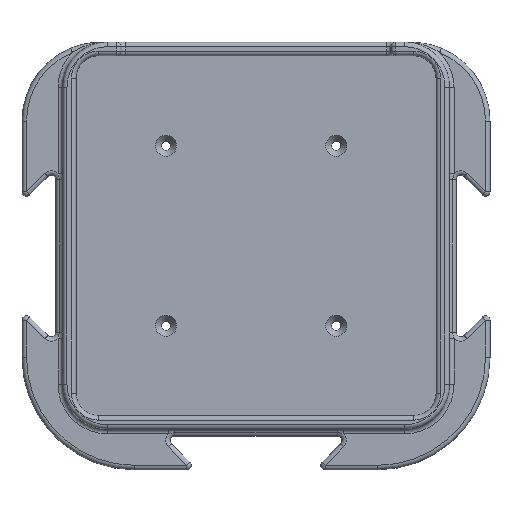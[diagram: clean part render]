
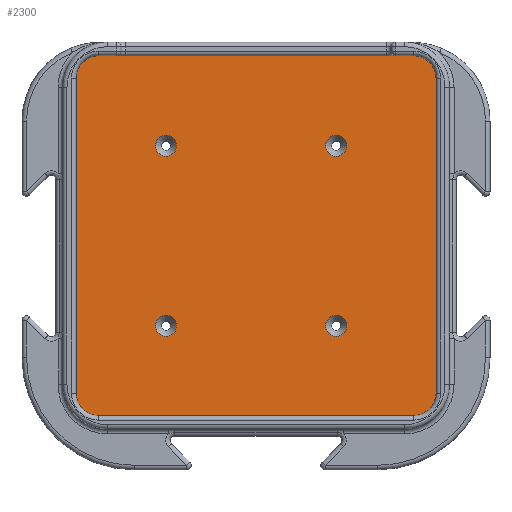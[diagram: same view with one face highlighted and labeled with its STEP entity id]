
A CAD part, top view. The second image highlights one B-rep face of the part: STEP entity #2300.
In plain terms, the highlighted planar face has unit normal (0, 0, 1).
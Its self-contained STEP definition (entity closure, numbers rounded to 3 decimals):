
#153=FACE_BOUND('',#351,.T.);
#154=FACE_BOUND('',#352,.T.);
#155=FACE_BOUND('',#353,.T.);
#156=FACE_BOUND('',#354,.T.);
#161=PLANE('',#2471);
#195=FACE_OUTER_BOUND('',#350,.T.);
#350=EDGE_LOOP('',(#1581,#1582,#1583,#1584,#1585,#1586,#1587,#1588));
#351=EDGE_LOOP('',(#1589));
#352=EDGE_LOOP('',(#1590));
#353=EDGE_LOOP('',(#1591));
#354=EDGE_LOOP('',(#1592));
#513=LINE('',#3612,#674);
#514=LINE('',#3616,#675);
#515=LINE('',#3620,#676);
#516=LINE('',#3623,#677);
#674=VECTOR('',#2804,10.);
#675=VECTOR('',#2807,10.);
#676=VECTOR('',#2810,10.);
#677=VECTOR('',#2813,10.);
#834=CIRCLE('',#2469,4.68);
#836=CIRCLE('',#2472,10.);
#837=CIRCLE('',#2473,10.);
#838=CIRCLE('',#2474,10.);
#839=CIRCLE('',#2475,10.);
#840=CIRCLE('',#2476,4.68);
#841=CIRCLE('',#2477,4.68);
#842=CIRCLE('',#2478,4.68);
#1012=VERTEX_POINT('',#3602);
#1014=VERTEX_POINT('',#3608);
#1015=VERTEX_POINT('',#3609);
#1016=VERTEX_POINT('',#3611);
#1017=VERTEX_POINT('',#3613);
#1018=VERTEX_POINT('',#3615);
#1019=VERTEX_POINT('',#3617);
#1020=VERTEX_POINT('',#3619);
#1021=VERTEX_POINT('',#3621);
#1022=VERTEX_POINT('',#3624);
#1023=VERTEX_POINT('',#3626);
#1024=VERTEX_POINT('',#3628);
#1218=EDGE_CURVE('',#1012,#1012,#834,.T.);
#1221=EDGE_CURVE('',#1014,#1015,#836,.T.);
#1222=EDGE_CURVE('',#1015,#1016,#513,.T.);
#1223=EDGE_CURVE('',#1016,#1017,#837,.T.);
#1224=EDGE_CURVE('',#1017,#1018,#514,.T.);
#1225=EDGE_CURVE('',#1018,#1019,#838,.T.);
#1226=EDGE_CURVE('',#1019,#1020,#515,.T.);
#1227=EDGE_CURVE('',#1020,#1021,#839,.T.);
#1228=EDGE_CURVE('',#1021,#1014,#516,.T.);
#1229=EDGE_CURVE('',#1022,#1022,#840,.T.);
#1230=EDGE_CURVE('',#1023,#1023,#841,.T.);
#1231=EDGE_CURVE('',#1024,#1024,#842,.T.);
#1581=ORIENTED_EDGE('',*,*,#1221,.T.);
#1582=ORIENTED_EDGE('',*,*,#1222,.T.);
#1583=ORIENTED_EDGE('',*,*,#1223,.T.);
#1584=ORIENTED_EDGE('',*,*,#1224,.T.);
#1585=ORIENTED_EDGE('',*,*,#1225,.T.);
#1586=ORIENTED_EDGE('',*,*,#1226,.T.);
#1587=ORIENTED_EDGE('',*,*,#1227,.T.);
#1588=ORIENTED_EDGE('',*,*,#1228,.T.);
#1589=ORIENTED_EDGE('',*,*,#1229,.F.);
#1590=ORIENTED_EDGE('',*,*,#1230,.F.);
#1591=ORIENTED_EDGE('',*,*,#1231,.F.);
#1592=ORIENTED_EDGE('',*,*,#1218,.F.);
#2300=ADVANCED_FACE('',(#195,#153,#154,#155,#156),#161,.T.);
#2469=AXIS2_PLACEMENT_3D('',#3603,#2795,#2796);
#2471=AXIS2_PLACEMENT_3D('',#3607,#2800,#2801);
#2472=AXIS2_PLACEMENT_3D('',#3610,#2802,#2803);
#2473=AXIS2_PLACEMENT_3D('',#3614,#2805,#2806);
#2474=AXIS2_PLACEMENT_3D('',#3618,#2808,#2809);
#2475=AXIS2_PLACEMENT_3D('',#3622,#2811,#2812);
#2476=AXIS2_PLACEMENT_3D('',#3625,#2814,#2815);
#2477=AXIS2_PLACEMENT_3D('',#3627,#2816,#2817);
#2478=AXIS2_PLACEMENT_3D('',#3629,#2818,#2819);
#2795=DIRECTION('center_axis',(0.,0.,1.));
#2796=DIRECTION('ref_axis',(1.,0.,0.));
#2800=DIRECTION('center_axis',(0.,0.,1.));
#2801=DIRECTION('ref_axis',(1.,0.,0.));
#2802=DIRECTION('center_axis',(0.,0.,1.));
#2803=DIRECTION('ref_axis',(-0.707,-0.707,0.));
#2804=DIRECTION('',(1.,0.,0.));
#2805=DIRECTION('center_axis',(0.,0.,1.));
#2806=DIRECTION('ref_axis',(0.707,-0.707,0.));
#2807=DIRECTION('',(0.,1.,0.));
#2808=DIRECTION('center_axis',(0.,0.,1.));
#2809=DIRECTION('ref_axis',(0.707,0.707,0.));
#2810=DIRECTION('',(-1.,0.,0.));
#2811=DIRECTION('center_axis',(0.,0.,1.));
#2812=DIRECTION('ref_axis',(-0.707,0.707,0.));
#2813=DIRECTION('',(0.,-1.,0.));
#2814=DIRECTION('center_axis',(0.,0.,1.));
#2815=DIRECTION('ref_axis',(1.,0.,0.));
#2816=DIRECTION('center_axis',(0.,0.,1.));
#2817=DIRECTION('ref_axis',(1.,0.,0.));
#2818=DIRECTION('center_axis',(0.,0.,1.));
#2819=DIRECTION('ref_axis',(1.,0.,0.));
#3602=CARTESIAN_POINT('',(30.956,-31.,5.));
#3603=CARTESIAN_POINT('Origin',(35.636,-31.,5.));
#3607=CARTESIAN_POINT('Origin',(0.,0.,5.));
#3608=CARTESIAN_POINT('',(-80.,-61.,5.));
#3609=CARTESIAN_POINT('',(-70.,-71.,5.));
#3610=CARTESIAN_POINT('Origin',(-70.,-61.,5.));
#3611=CARTESIAN_POINT('',(70.,-71.,5.));
#3612=CARTESIAN_POINT('',(40.,-71.,5.));
#3613=CARTESIAN_POINT('',(80.,-61.,5.));
#3614=CARTESIAN_POINT('Origin',(70.,-61.,5.));
#3615=CARTESIAN_POINT('',(80.,79.,5.));
#3616=CARTESIAN_POINT('',(80.,44.5,5.));
#3617=CARTESIAN_POINT('',(70.,89.,5.));
#3618=CARTESIAN_POINT('Origin',(70.,79.,5.));
#3619=CARTESIAN_POINT('',(-70.,89.,5.));
#3620=CARTESIAN_POINT('',(30.,89.,5.));
#3621=CARTESIAN_POINT('',(-80.,79.,5.));
#3622=CARTESIAN_POINT('Origin',(-70.,79.,5.));
#3623=CARTESIAN_POINT('',(-80.,-35.5,5.));
#3624=CARTESIAN_POINT('',(-44.68,-31.,5.));
#3625=CARTESIAN_POINT('Origin',(-40.,-31.,5.));
#3626=CARTESIAN_POINT('',(-44.68,49.,5.));
#3627=CARTESIAN_POINT('Origin',(-40.,49.,5.));
#3628=CARTESIAN_POINT('',(30.956,49.,5.));
#3629=CARTESIAN_POINT('Origin',(35.636,49.,5.));
